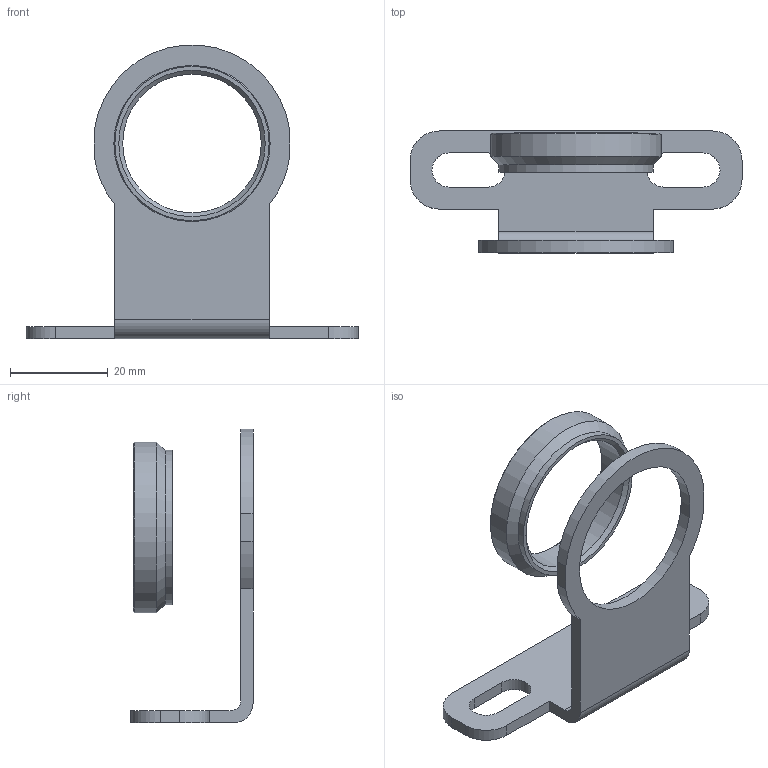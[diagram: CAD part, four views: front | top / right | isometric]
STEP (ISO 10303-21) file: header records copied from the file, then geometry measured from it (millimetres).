
FILE_DESCRIPTION(/* description */ ('STEP AP214'),/* implementation_level */ '2;1');
FILE_NAME(/* name */ '8176693_MS4-WR-F1A-B',/* time_stamp */ '2024-09-10T14:18:45+02:00',/* author */ ('License CC BY-ND 4.0'),/* organization */ ('CADENAS'),/* preprocessor_version */ 'ST-DEVELOPER v19.3',/* originating_system */ 'PARTsolutions',/* authorisation */ ' ');
FILE_SCHEMA (('AUTOMOTIVE_DESIGN {1 0 10303 214 3 1 1}'));
Length unit declared in the file: millimetre
Products named in the file (3): 8176693 MS4-WR-F1A-B; 526064 MS4-WR; 3343944 LRP-...-6
Assembly tree (2 placements, depth 2):
  8176693 MS4-WR-F1A-B
    526064 MS4-WR
    3343944 LRP-...-6
Bounding box: 68 x 25 x 60.13 mm (x, y, z)
Volume: 7694.5 mm3; surface area: 7589.7 mm2
Topology: 2 solids, 2 shells, 40 faces, 103 edges, 67 vertices
Faces by surface type: plane 19, cylinder 17, cone 4
Full cylindrical faces by diameter (mm): 28.376 x1, 31.6 x1, 32 x1, 35 x1
Entity records: 1276 total; most frequent: DIRECTION 218, CARTESIAN_POINT 205, ORIENTED_EDGE 190, EDGE_CURVE 95, AXIS2_PLACEMENT_3D 80, VERTEX_POINT 67, LINE 58, VECTOR 58
